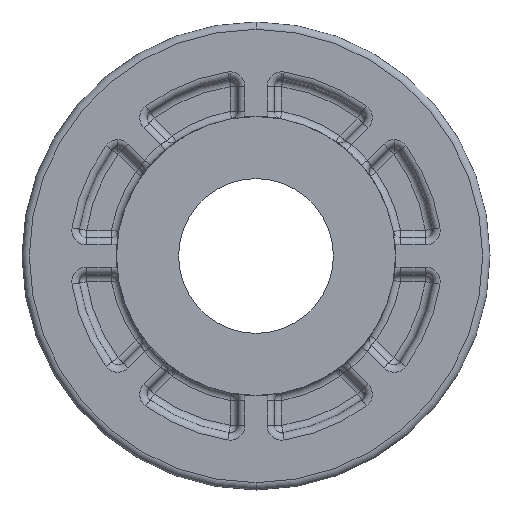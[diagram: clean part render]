
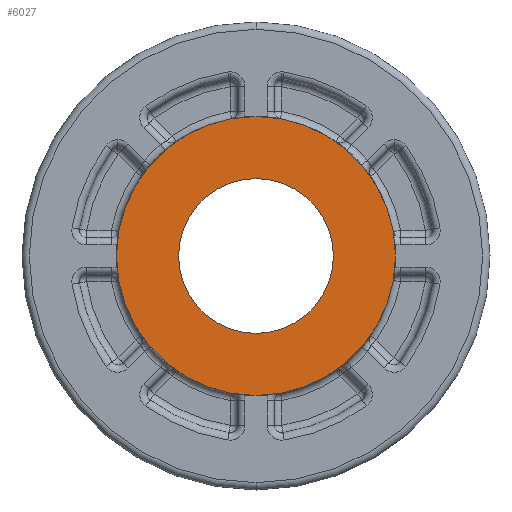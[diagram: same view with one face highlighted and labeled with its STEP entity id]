
A CAD part, front view. The second image highlights one B-rep face of the part: STEP entity #6027.
In plain terms, the highlighted planar face has unit normal (0, -1, 0).
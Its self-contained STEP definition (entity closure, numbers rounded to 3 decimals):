
#27 = DIRECTION ( 'NONE',  ( 0., 1., 0. ) ) ;
#28 = AXIS2_PLACEMENT_3D ( 'NONE', #5250, #3921, #2437 ) ;
#53 = EDGE_CURVE ( 'NONE', #114, #1324, #4223, .T. ) ;
#114 = VERTEX_POINT ( 'NONE', #764 ) ;
#257 = DIRECTION ( 'NONE',  ( 0., 0., 1. ) ) ;
#580 = VERTEX_POINT ( 'NONE', #728 ) ;
#648 = DIRECTION ( 'NONE',  ( 0., 1., 0. ) ) ;
#699 = EDGE_LOOP ( 'NONE', ( #2149, #4667 ) ) ;
#728 = CARTESIAN_POINT ( 'NONE',  ( 0., -3.456, -3.785 ) ) ;
#764 = CARTESIAN_POINT ( 'NONE',  ( 0., -3.456, -2.1 ) ) ;
#812 = AXIS2_PLACEMENT_3D ( 'NONE', #5819, #648, #257 ) ;
#1082 = FACE_BOUND ( 'NONE', #699, .T. ) ;
#1324 = VERTEX_POINT ( 'NONE', #4972 ) ;
#1872 = CARTESIAN_POINT ( 'NONE',  ( 0., -3.456, 0. ) ) ;
#2004 = EDGE_LOOP ( 'NONE', ( #2897, #5386 ) ) ;
#2149 = ORIENTED_EDGE ( 'NONE', *, *, #2653, .F. ) ;
#2362 = CARTESIAN_POINT ( 'NONE',  ( 0., -3.456, 0. ) ) ;
#2374 = DIRECTION ( 'NONE',  ( 0., 0., 1. ) ) ;
#2437 = DIRECTION ( 'NONE',  ( 0., 0., 1. ) ) ;
#2593 = FACE_OUTER_BOUND ( 'NONE', #2004, .T. ) ;
#2627 = DIRECTION ( 'NONE',  ( 0., -1., 0. ) ) ;
#2653 = EDGE_CURVE ( 'NONE', #1324, #114, #4752, .T. ) ;
#2897 = ORIENTED_EDGE ( 'NONE', *, *, #3752, .F. ) ;
#3234 = DIRECTION ( 'NONE',  ( 0., 0., 1. ) ) ;
#3520 = CARTESIAN_POINT ( 'NONE',  ( 0., -3.456, 0. ) ) ;
#3752 = EDGE_CURVE ( 'NONE', #580, #4363, #4658, .T. ) ;
#3921 = DIRECTION ( 'NONE',  ( 0., 1., 0. ) ) ;
#4013 = DIRECTION ( 'NONE',  ( 0., 0., 1. ) ) ;
#4160 = AXIS2_PLACEMENT_3D ( 'NONE', #1872, #27, #2374 ) ;
#4223 = CIRCLE ( 'NONE', #5935, 2.1 ) ;
#4363 = VERTEX_POINT ( 'NONE', #4605 ) ;
#4522 = PLANE ( 'NONE',  #812 ) ;
#4605 = CARTESIAN_POINT ( 'NONE',  ( 0., -3.456, 3.785 ) ) ;
#4658 = CIRCLE ( 'NONE', #4160, 3.785 ) ;
#4667 = ORIENTED_EDGE ( 'NONE', *, *, #53, .F. ) ;
#4752 = CIRCLE ( 'NONE', #5756, 2.1 ) ;
#4904 = EDGE_CURVE ( 'NONE', #4363, #580, #5403, .T. ) ;
#4972 = CARTESIAN_POINT ( 'NONE',  ( 0., -3.456, 2.1 ) ) ;
#5250 = CARTESIAN_POINT ( 'NONE',  ( 0., -3.456, 0. ) ) ;
#5386 = ORIENTED_EDGE ( 'NONE', *, *, #4904, .F. ) ;
#5403 = CIRCLE ( 'NONE', #28, 3.785 ) ;
#5587 = DIRECTION ( 'NONE',  ( 0., -1., 0. ) ) ;
#5756 = AXIS2_PLACEMENT_3D ( 'NONE', #2362, #5587, #3234 ) ;
#5819 = CARTESIAN_POINT ( 'NONE',  ( 0., -3.456, 0. ) ) ;
#5935 = AXIS2_PLACEMENT_3D ( 'NONE', #3520, #2627, #4013 ) ;
#6027 = ADVANCED_FACE ( 'NONE', ( #1082, #2593 ), #4522, .F. ) ;
